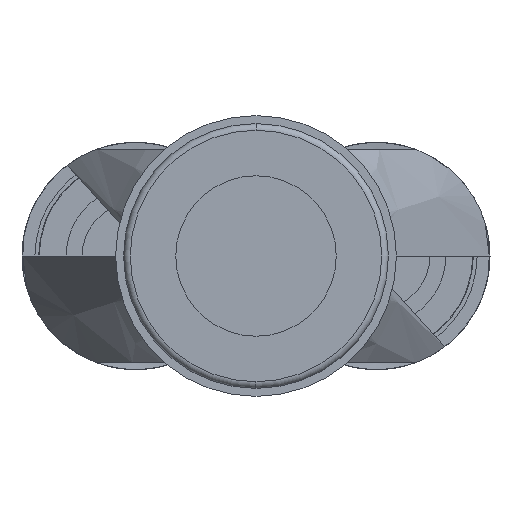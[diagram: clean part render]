
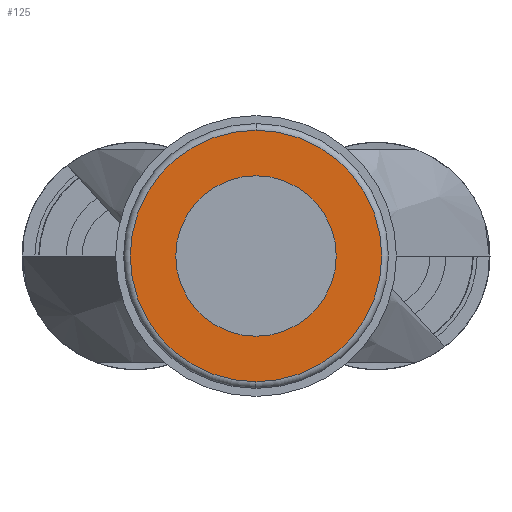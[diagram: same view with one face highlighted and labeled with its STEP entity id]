
A CAD part, left-side view. The second image highlights one B-rep face of the part: STEP entity #125.
In plain terms, the highlighted planar face has unit normal (-1, 0, 0).
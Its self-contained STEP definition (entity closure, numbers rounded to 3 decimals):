
#125=ADVANCED_FACE('',(#317,#318),#319,.T.);
#317=FACE_BOUND('',#548,.T.);
#318=FACE_OUTER_BOUND('',#549,.T.);
#319=PLANE('',#550);
#548=EDGE_LOOP('',(#1220,#1221));
#549=EDGE_LOOP('',(#1222,#1223,#1224));
#550=AXIS2_PLACEMENT_3D('',#1225,#1226,#1227);
#1220=ORIENTED_EDGE('',*,*,#1577,.T.);
#1221=ORIENTED_EDGE('',*,*,#1653,.T.);
#1222=ORIENTED_EDGE('',*,*,#1674,.T.);
#1223=ORIENTED_EDGE('',*,*,#1530,.T.);
#1224=ORIENTED_EDGE('',*,*,#1675,.T.);
#1225=CARTESIAN_POINT('',(0.,2.351,0.));
#1226=DIRECTION('',(-1.0,0.,0.));
#1227=DIRECTION('',(0.,1.0,0.));
#1530=EDGE_CURVE('',#1907,#1913,#1915,.T.);
#1577=EDGE_CURVE('',#1997,#2001,#2003,.T.);
#1653=EDGE_CURVE('',#2001,#1997,#2129,.T.);
#1674=EDGE_CURVE('',#2152,#1907,#2153,.T.);
#1675=EDGE_CURVE('',#1913,#2152,#2154,.T.);
#1907=VERTEX_POINT('',#2524);
#1913=VERTEX_POINT('',#2530);
#1915=CIRCLE('',#2532,4.703);
#1997=VERTEX_POINT('',#2632);
#2001=VERTEX_POINT('',#2637);
#2003=CIRCLE('',#2640,3.0);
#2129=CIRCLE('',#2817,3.0);
#2152=VERTEX_POINT('',#2840);
#2153=CIRCLE('',#2841,4.703);
#2154=CIRCLE('',#2842,4.703);
#2524=CARTESIAN_POINT('',(0.,0.,-4.703));
#2530=CARTESIAN_POINT('',(0.,0.,4.703));
#2532=AXIS2_PLACEMENT_3D('',#3275,#3276,#3277);
#2632=CARTESIAN_POINT('',(0.,-3.0,0.0));
#2637=CARTESIAN_POINT('',(0.,3.0,0.));
#2640=AXIS2_PLACEMENT_3D('',#3376,#3377,#3378);
#2817=AXIS2_PLACEMENT_3D('',#3502,#3503,#3504);
#2840=CARTESIAN_POINT('',(0.,4.703,0.));
#2841=AXIS2_PLACEMENT_3D('',#3565,#3566,#3567);
#2842=AXIS2_PLACEMENT_3D('',#3568,#3569,#3570);
#3275=CARTESIAN_POINT('',(0.,0.,0.));
#3276=DIRECTION('',(-1.0,0.,0.));
#3277=DIRECTION('',(0.,1.0,0.));
#3376=CARTESIAN_POINT('',(0.0,0.0,0.0));
#3377=DIRECTION('',(1.0,0.,0.));
#3378=DIRECTION('',(0.,-1.0,0.));
#3502=CARTESIAN_POINT('',(0.0,0.0,0.0));
#3503=DIRECTION('',(1.0,0.,0.));
#3504=DIRECTION('',(0.,-1.0,0.));
#3565=CARTESIAN_POINT('',(0.,0.,0.));
#3566=DIRECTION('',(-1.0,0.,0.));
#3567=DIRECTION('',(0.,1.0,0.));
#3568=CARTESIAN_POINT('',(0.,0.,0.));
#3569=DIRECTION('',(-1.0,0.,0.));
#3570=DIRECTION('',(0.,1.0,0.));
